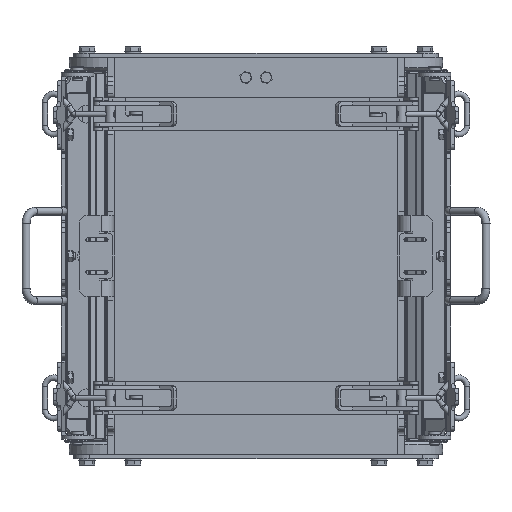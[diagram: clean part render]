
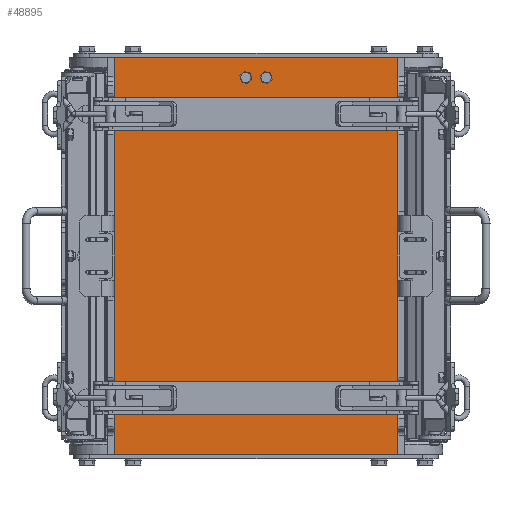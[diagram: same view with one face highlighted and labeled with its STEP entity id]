
A CAD part, front view. The second image highlights one B-rep face of the part: STEP entity #48895.
In plain terms, the highlighted planar face has unit normal (0, -1, 0).
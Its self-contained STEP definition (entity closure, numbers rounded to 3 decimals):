
#1904=LINE('',#76572,#5692);
#2166=LINE('',#78260,#5954);
#2610=LINE('',#81363,#6398);
#2611=LINE('',#81365,#6399);
#2612=LINE('',#81366,#6400);
#2613=LINE('',#81368,#6401);
#2614=LINE('',#81370,#6402);
#2615=LINE('',#81371,#6403);
#5692=VECTOR('',#60801,10.);
#5954=VECTOR('',#62215,10.);
#6398=VECTOR('',#63867,10.);
#6399=VECTOR('',#63868,10.);
#6400=VECTOR('',#63869,10.);
#6401=VECTOR('',#63870,10.);
#6402=VECTOR('',#63871,10.);
#6403=VECTOR('',#63872,10.);
#9095=PLANE('',#53301);
#11410=FACE_BOUND('',#16856,.T.);
#11411=FACE_BOUND('',#16857,.T.);
#13309=FACE_OUTER_BOUND('',#16855,.T.);
#16855=EDGE_LOOP('',(#38942,#38943,#38944,#38945,#38946,#38947,#38948,#38949));
#16856=EDGE_LOOP('',(#38950));
#16857=EDGE_LOOP('',(#38951));
#19737=CIRCLE('',#53295,4.75);
#19739=CIRCLE('',#53298,4.75);
#22273=VERTEX_POINT('',#76570);
#22274=VERTEX_POINT('',#76571);
#22835=VERTEX_POINT('',#78258);
#22836=VERTEX_POINT('',#78259);
#23367=VERTEX_POINT('',#81335);
#23369=VERTEX_POINT('',#81340);
#23379=VERTEX_POINT('',#81362);
#23380=VERTEX_POINT('',#81364);
#23381=VERTEX_POINT('',#81367);
#23382=VERTEX_POINT('',#81369);
#27428=EDGE_CURVE('',#22273,#22274,#1904,.T.);
#28116=EDGE_CURVE('',#22835,#22836,#2166,.T.);
#28891=EDGE_CURVE('',#23367,#23367,#19737,.T.);
#28893=EDGE_CURVE('',#23369,#23369,#19739,.T.);
#28903=EDGE_CURVE('',#22835,#23379,#2610,.T.);
#28904=EDGE_CURVE('',#23380,#23379,#2611,.T.);
#28905=EDGE_CURVE('',#23380,#22274,#2612,.T.);
#28906=EDGE_CURVE('',#22273,#23381,#2613,.T.);
#28907=EDGE_CURVE('',#23382,#23381,#2614,.T.);
#28908=EDGE_CURVE('',#23382,#22836,#2615,.T.);
#38942=ORIENTED_EDGE('',*,*,#28903,.T.);
#38943=ORIENTED_EDGE('',*,*,#28904,.F.);
#38944=ORIENTED_EDGE('',*,*,#28905,.T.);
#38945=ORIENTED_EDGE('',*,*,#27428,.F.);
#38946=ORIENTED_EDGE('',*,*,#28906,.T.);
#38947=ORIENTED_EDGE('',*,*,#28907,.F.);
#38948=ORIENTED_EDGE('',*,*,#28908,.T.);
#38949=ORIENTED_EDGE('',*,*,#28116,.F.);
#38950=ORIENTED_EDGE('',*,*,#28891,.T.);
#38951=ORIENTED_EDGE('',*,*,#28893,.T.);
#48895=ADVANCED_FACE('',(#13309,#11410,#11411),#9095,.F.);
#53295=AXIS2_PLACEMENT_3D('',#81336,#63845,#63846);
#53298=AXIS2_PLACEMENT_3D('',#81341,#63851,#63852);
#53301=AXIS2_PLACEMENT_3D('',#81361,#63865,#63866);
#60801=DIRECTION('',(-1.,0.,0.));
#62215=DIRECTION('',(1.,0.,0.));
#63845=DIRECTION('center_axis',(0.,1.,0.));
#63846=DIRECTION('ref_axis',(0.,0.,1.));
#63851=DIRECTION('center_axis',(0.,1.,0.));
#63852=DIRECTION('ref_axis',(0.,0.,1.));
#63865=DIRECTION('center_axis',(0.,1.,0.));
#63866=DIRECTION('ref_axis',(0.,0.,-1.));
#63867=DIRECTION('',(0.,0.,-1.));
#63868=DIRECTION('',(0.,0.,1.));
#63869=DIRECTION('',(0.,0.,-1.));
#63870=DIRECTION('',(0.,0.,1.));
#63871=DIRECTION('',(0.,0.,-1.));
#63872=DIRECTION('',(0.,0.,1.));
#76570=CARTESIAN_POINT('',(175.,-178.,-490.));
#76571=CARTESIAN_POINT('',(-175.,-178.,-490.));
#76572=CARTESIAN_POINT('',(0.,-178.,-490.));
#78258=CARTESIAN_POINT('',(-175.,-178.,0.));
#78259=CARTESIAN_POINT('',(175.,-178.,0.));
#78260=CARTESIAN_POINT('',(0.,-178.,0.));
#81335=CARTESIAN_POINT('',(-12.5,-178.,-29.75));
#81336=CARTESIAN_POINT('Origin',(-12.5,-178.,-25.));
#81340=CARTESIAN_POINT('',(12.5,-178.,-29.75));
#81341=CARTESIAN_POINT('Origin',(12.5,-178.,-25.));
#81361=CARTESIAN_POINT('Origin',(0.,-178.,-245.));
#81362=CARTESIAN_POINT('',(-175.,-178.,-14.));
#81363=CARTESIAN_POINT('',(-175.,-178.,0.));
#81364=CARTESIAN_POINT('',(-175.,-178.,-476.));
#81365=CARTESIAN_POINT('',(-175.,-178.,-245.));
#81366=CARTESIAN_POINT('',(-175.,-178.,-470.));
#81367=CARTESIAN_POINT('',(175.,-178.,-476.));
#81368=CARTESIAN_POINT('',(175.,-178.,-490.));
#81369=CARTESIAN_POINT('',(175.,-178.,-14.));
#81370=CARTESIAN_POINT('',(175.,-178.,-245.));
#81371=CARTESIAN_POINT('',(175.,-178.,-20.));
